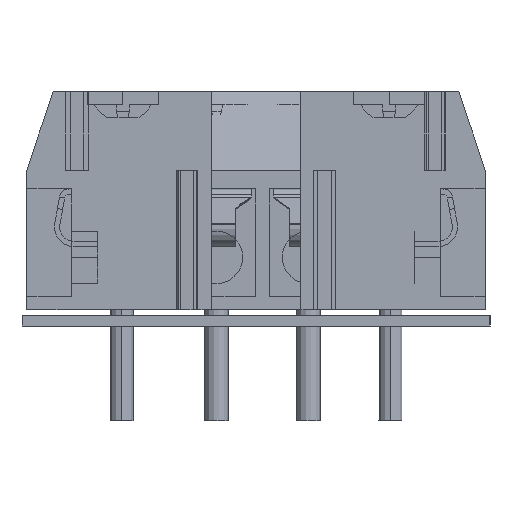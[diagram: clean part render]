
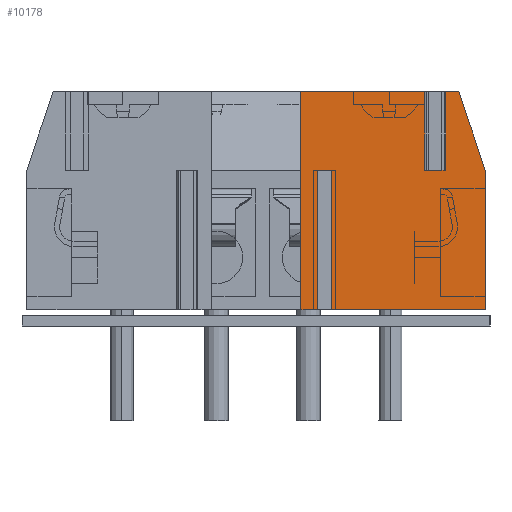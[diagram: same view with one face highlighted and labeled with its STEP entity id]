
A CAD part, left-side view. The second image highlights one B-rep face of the part: STEP entity #10178.
In plain terms, the highlighted planar face has unit normal (-1, 0, 0).
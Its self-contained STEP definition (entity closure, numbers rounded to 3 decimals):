
#10178 = ADVANCED_FACE('',(#10179),#10285,.F.);
#10179 = FACE_BOUND('',#10180,.F.);
#10180 = EDGE_LOOP('',(#10181,#10191,#10199,#10207,#10215,#10223,#10231,
    #10239,#10247,#10255,#10263,#10271,#10279));
#10181 = ORIENTED_EDGE('',*,*,#10182,.T.);
#10182 = EDGE_CURVE('',#10183,#10185,#10187,.T.);
#10183 = VERTEX_POINT('',#10184);
#10184 = CARTESIAN_POINT('',(-3.5,3.3,-5.844));
#10185 = VERTEX_POINT('',#10186);
#10186 = CARTESIAN_POINT('',(-3.5,3.3,-6.354));
#10187 = LINE('',#10188,#10189);
#10188 = CARTESIAN_POINT('',(-3.5,3.3,-5.844));
#10189 = VECTOR('',#10190,1.);
#10190 = DIRECTION('',(0.,0.,-1.));
#10191 = ORIENTED_EDGE('',*,*,#10192,.F.);
#10192 = EDGE_CURVE('',#10193,#10185,#10195,.T.);
#10193 = VERTEX_POINT('',#10194);
#10194 = CARTESIAN_POINT('',(-3.5,-2.,-6.354));
#10195 = LINE('',#10196,#10197);
#10196 = CARTESIAN_POINT('',(-3.5,-2.,-6.354));
#10197 = VECTOR('',#10198,1.);
#10198 = DIRECTION('',(0.,1.,0.));
#10199 = ORIENTED_EDGE('',*,*,#10200,.T.);
#10200 = EDGE_CURVE('',#10193,#10201,#10203,.T.);
#10201 = VERTEX_POINT('',#10202);
#10202 = CARTESIAN_POINT('',(-3.5,-2.,-7.));
#10203 = LINE('',#10204,#10205);
#10204 = CARTESIAN_POINT('',(-3.5,-2.,-6.354));
#10205 = VECTOR('',#10206,1.);
#10206 = DIRECTION('',(0.,0.,-1.));
#10207 = ORIENTED_EDGE('',*,*,#10208,.T.);
#10208 = EDGE_CURVE('',#10201,#10209,#10211,.T.);
#10209 = VERTEX_POINT('',#10210);
#10210 = CARTESIAN_POINT('',(-3.5,6.3,-7.));
#10211 = LINE('',#10212,#10213);
#10212 = CARTESIAN_POINT('',(-3.5,-2.,-7.));
#10213 = VECTOR('',#10214,1.);
#10214 = DIRECTION('',(0.,1.,0.));
#10215 = ORIENTED_EDGE('',*,*,#10216,.T.);
#10216 = EDGE_CURVE('',#10209,#10217,#10219,.T.);
#10217 = VERTEX_POINT('',#10218);
#10218 = CARTESIAN_POINT('',(-3.5,6.3,-2.149));
#10219 = LINE('',#10220,#10221);
#10220 = CARTESIAN_POINT('',(-3.5,6.3,-7.));
#10221 = VECTOR('',#10222,1.);
#10222 = DIRECTION('',(0.,0.,1.));
#10223 = ORIENTED_EDGE('',*,*,#10224,.T.);
#10224 = EDGE_CURVE('',#10217,#10225,#10227,.T.);
#10225 = VERTEX_POINT('',#10226);
#10226 = CARTESIAN_POINT('',(-3.5,3.3,-2.149));
#10227 = LINE('',#10228,#10229);
#10228 = CARTESIAN_POINT('',(-3.5,6.3,-2.149));
#10229 = VECTOR('',#10230,1.);
#10230 = DIRECTION('',(0.,-1.,0.));
#10231 = ORIENTED_EDGE('',*,*,#10232,.F.);
#10232 = EDGE_CURVE('',#10233,#10225,#10235,.T.);
#10233 = VERTEX_POINT('',#10234);
#10234 = CARTESIAN_POINT('',(-3.5,3.3,-1.649));
#10235 = LINE('',#10236,#10237);
#10236 = CARTESIAN_POINT('',(-3.5,3.3,-1.649));
#10237 = VECTOR('',#10238,1.);
#10238 = DIRECTION('',(0.,0.,-1.));
#10239 = ORIENTED_EDGE('',*,*,#10240,.F.);
#10240 = EDGE_CURVE('',#10241,#10233,#10243,.T.);
#10241 = VERTEX_POINT('',#10242);
#10242 = CARTESIAN_POINT('',(-3.5,6.3,-1.649));
#10243 = LINE('',#10244,#10245);
#10244 = CARTESIAN_POINT('',(-3.5,6.3,-1.649));
#10245 = VECTOR('',#10246,1.);
#10246 = DIRECTION('',(0.,-1.,0.));
#10247 = ORIENTED_EDGE('',*,*,#10248,.T.);
#10248 = EDGE_CURVE('',#10241,#10249,#10251,.T.);
#10249 = VERTEX_POINT('',#10250);
#10250 = CARTESIAN_POINT('',(-3.5,6.3,-1.));
#10251 = LINE('',#10252,#10253);
#10252 = CARTESIAN_POINT('',(-3.5,6.3,-1.649));
#10253 = VECTOR('',#10254,1.);
#10254 = DIRECTION('',(0.,0.,1.));
#10255 = ORIENTED_EDGE('',*,*,#10256,.T.);
#10256 = EDGE_CURVE('',#10249,#10257,#10259,.T.);
#10257 = VERTEX_POINT('',#10258);
#10258 = CARTESIAN_POINT('',(-3.5,3.3,0.));
#10259 = LINE('',#10260,#10261);
#10260 = CARTESIAN_POINT('',(-3.5,6.3,-1.));
#10261 = VECTOR('',#10262,1.);
#10262 = DIRECTION('',(0.,-0.949,0.316));
#10263 = ORIENTED_EDGE('',*,*,#10264,.T.);
#10264 = EDGE_CURVE('',#10257,#10265,#10267,.T.);
#10265 = VERTEX_POINT('',#10266);
#10266 = CARTESIAN_POINT('',(-3.5,-2.,0.));
#10267 = LINE('',#10268,#10269);
#10268 = CARTESIAN_POINT('',(-3.5,3.3,0.));
#10269 = VECTOR('',#10270,1.);
#10270 = DIRECTION('',(0.,-1.,0.));
#10271 = ORIENTED_EDGE('',*,*,#10272,.T.);
#10272 = EDGE_CURVE('',#10265,#10273,#10275,.T.);
#10273 = VERTEX_POINT('',#10274);
#10274 = CARTESIAN_POINT('',(-3.5,-2.,-5.844));
#10275 = LINE('',#10276,#10277);
#10276 = CARTESIAN_POINT('',(-3.5,-2.,0.));
#10277 = VECTOR('',#10278,1.);
#10278 = DIRECTION('',(0.,0.,-1.));
#10279 = ORIENTED_EDGE('',*,*,#10280,.T.);
#10280 = EDGE_CURVE('',#10273,#10183,#10281,.T.);
#10281 = LINE('',#10282,#10283);
#10282 = CARTESIAN_POINT('',(-3.5,-2.,-5.844));
#10283 = VECTOR('',#10284,1.);
#10284 = DIRECTION('',(0.,1.,0.));
#10285 = PLANE('',#10286);
#10286 = AXIS2_PLACEMENT_3D('',#10287,#10288,#10289);
#10287 = CARTESIAN_POINT('',(-3.5,0.,0.));
#10288 = DIRECTION('',(1.,0.,0.));
#10289 = DIRECTION('',(0.,0.,-1.));
